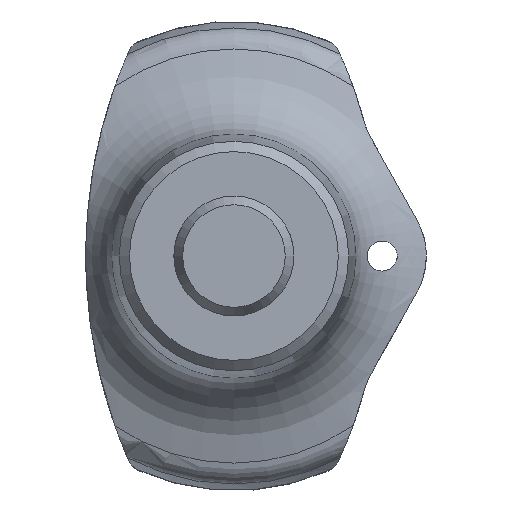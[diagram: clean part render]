
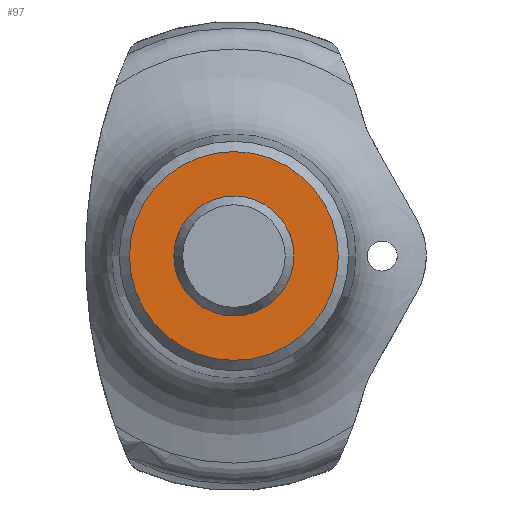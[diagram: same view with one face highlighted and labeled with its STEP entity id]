
A CAD part, front view. The second image highlights one B-rep face of the part: STEP entity #97.
In plain terms, the highlighted planar face has unit normal (0, -1, 0).
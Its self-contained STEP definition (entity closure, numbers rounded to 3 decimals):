
#97 = ADVANCED_FACE( '', ( #217, #218 ), #219, .T. );
#217 = FACE_OUTER_BOUND( '', #357, .T. );
#218 = FACE_BOUND( '', #358, .T. );
#219 = PLANE( '', #359 );
#357 = EDGE_LOOP( '', ( #607 ) );
#358 = EDGE_LOOP( '', ( #608 ) );
#359 = AXIS2_PLACEMENT_3D( '', #609, #610, #611 );
#607 = ORIENTED_EDGE( '', *, *, #834, .T. );
#608 = ORIENTED_EDGE( '', *, *, #843, .F. );
#609 = CARTESIAN_POINT( '', ( 6., 0., 0. ) );
#610 = DIRECTION( '', ( 0., -1., 0. ) );
#611 = DIRECTION( '', ( 1., 0., 0. ) );
#834 = EDGE_CURVE( '', #998, #998, #999, .T. );
#843 = EDGE_CURVE( '', #1010, #1010, #1011, .T. );
#998 = VERTEX_POINT( '', #1540 );
#999 = CIRCLE( '', #1541, 10.45 );
#1010 = VERTEX_POINT( '', #1595 );
#1011 = CIRCLE( '', #1596, 6. );
#1540 = CARTESIAN_POINT( '', ( 10.45, 0., 0. ) );
#1541 = AXIS2_PLACEMENT_3D( '', #1833, #1834, #1835 );
#1595 = CARTESIAN_POINT( '', ( 6., 0., 0. ) );
#1596 = AXIS2_PLACEMENT_3D( '', #1842, #1843, #1844 );
#1833 = CARTESIAN_POINT( '', ( 0., 0., 0. ) );
#1834 = DIRECTION( '', ( 0., -1., 0. ) );
#1835 = DIRECTION( '', ( 1., 0., 0. ) );
#1842 = CARTESIAN_POINT( '', ( 0., 0., 0. ) );
#1843 = DIRECTION( '', ( 0., -1., 0. ) );
#1844 = DIRECTION( '', ( 1., 0., 0. ) );
